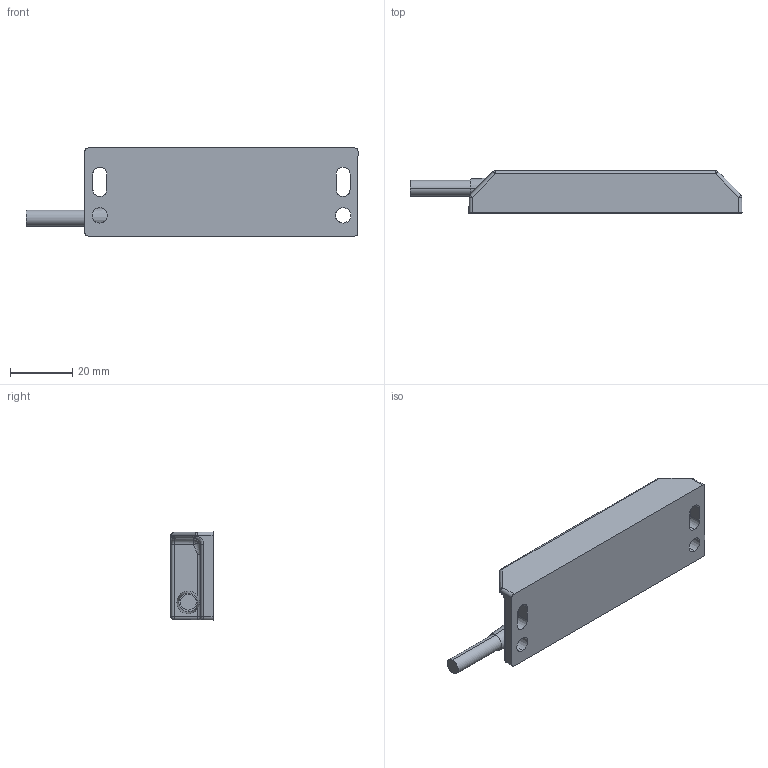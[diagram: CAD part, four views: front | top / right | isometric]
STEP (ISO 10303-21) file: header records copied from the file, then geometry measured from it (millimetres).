
FILE_DESCRIPTION (( 'STEP AP214' ), '1' );
FILE_NAME ('MS7-SS Switch with cable.STEP', '2017-04-12T09:31:15', ( '' ), ( '' ), 'SwSTEP 2.0', 'SolidWorks 2013', '' );
FILE_SCHEMA (( 'AUTOMOTIVE_DESIGN' ));
Length unit declared in the file: millimetre
Products named in the file (4): Dimension cable 1; 103.121 (Grommet 4.5mm) ver 2; 357.704 (MS7 SS 6.5mm Switch); MS7-SS Switch with cable
Assembly tree (3 placements, depth 2):
  MS7-SS Switch with cable
    357.704 (MS7 SS 6.5mm Switch)
    103.121 (Grommet 4.5mm) ver 2
    Dimension cable 1
Bounding box: 106.39 x 13.5 x 28.2 mm (x, y, z)
Volume: 28216.2 mm3; surface area: 8896.4 mm2
Topology: 3 solids, 3 shells, 105 faces, 245 edges, 141 vertices
Faces by surface type: cylinder 40, plane 26, bspline 14, cone 12, sphere 11, torus 2
Entity records: 3546 total; most frequent: CARTESIAN_POINT 1108, DIRECTION 497, ORIENTED_EDGE 474, EDGE_CURVE 237, AXIS2_PLACEMENT_3D 198, VERTEX_POINT 141, EDGE_LOOP 118, ADVANCED_FACE 105
